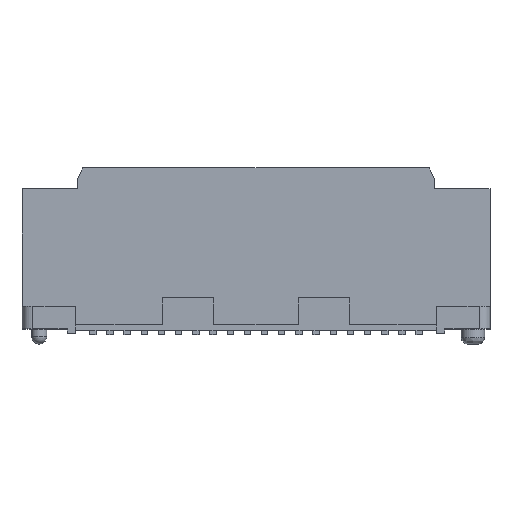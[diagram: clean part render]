
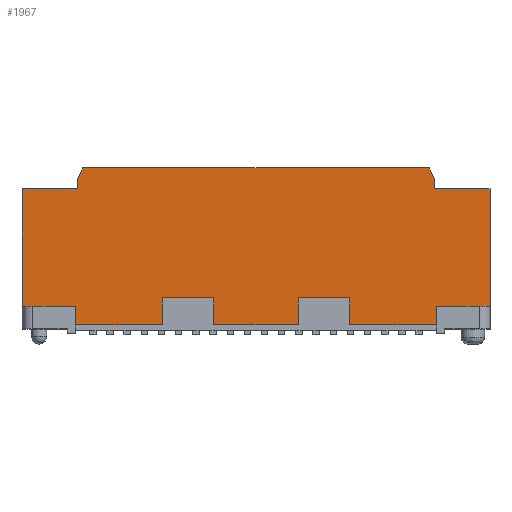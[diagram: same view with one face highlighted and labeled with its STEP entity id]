
A CAD part, top view. The second image highlights one B-rep face of the part: STEP entity #1967.
In plain terms, the highlighted planar face has unit normal (0, 0, 1).
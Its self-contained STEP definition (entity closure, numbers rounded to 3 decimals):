
#1967 = ADVANCED_FACE( '', ( #4363 ), #4364, .F. );
#4363 = FACE_OUTER_BOUND( '', #7204, .T. );
#4364 = PLANE( '', #7205 );
#7204 = EDGE_LOOP( '', ( #13716, #13717, #13718, #13719, #13720, #13721, #13722, #13723, #13724, #13725, #13726, #13727, #13728, #13729, #13730, #13731, #13732, #13733, #13734, #13735, #13736, #13737 ) );
#7205 = AXIS2_PLACEMENT_3D( '', #13738, #13739, #13740 );
#13716 = ORIENTED_EDGE( '', *, *, #19325, .T. );
#13717 = ORIENTED_EDGE( '', *, *, #19420, .F. );
#13718 = ORIENTED_EDGE( '', *, *, #20517, .F. );
#13719 = ORIENTED_EDGE( '', *, *, #20525, .F. );
#13720 = ORIENTED_EDGE( '', *, *, #20526, .F. );
#13721 = ORIENTED_EDGE( '', *, *, #19537, .F. );
#13722 = ORIENTED_EDGE( '', *, *, #19706, .F. );
#13723 = ORIENTED_EDGE( '', *, *, #20527, .F. );
#13724 = ORIENTED_EDGE( '', *, *, #17882, .F. );
#13725 = ORIENTED_EDGE( '', *, *, #20528, .F. );
#13726 = ORIENTED_EDGE( '', *, *, #20529, .F. );
#13727 = ORIENTED_EDGE( '', *, *, #17796, .T. );
#13728 = ORIENTED_EDGE( '', *, *, #18556, .F. );
#13729 = ORIENTED_EDGE( '', *, *, #17740, .T. );
#13730 = ORIENTED_EDGE( '', *, *, #20530, .T. );
#13731 = ORIENTED_EDGE( '', *, *, #18439, .T. );
#13732 = ORIENTED_EDGE( '', *, *, #19910, .F. );
#13733 = ORIENTED_EDGE( '', *, *, #19406, .T. );
#13734 = ORIENTED_EDGE( '', *, *, #20373, .T. );
#13735 = ORIENTED_EDGE( '', *, *, #20531, .T. );
#13736 = ORIENTED_EDGE( '', *, *, #20532, .T. );
#13737 = ORIENTED_EDGE( '', *, *, #19411, .T. );
#13738 = CARTESIAN_POINT( '', ( -8.4, 1.25, 2.5 ) );
#13739 = DIRECTION( '', ( 0., 0., -1. ) );
#13740 = DIRECTION( '', ( -1., 0., 0. ) );
#17740 = EDGE_CURVE( '', #21459, #21457, #21460, .T. );
#17796 = EDGE_CURVE( '', #21556, #21557, #21558, .T. );
#17882 = EDGE_CURVE( '', #21712, #21713, #21714, .T. );
#18439 = EDGE_CURVE( '', #22716, #22723, #22725, .T. );
#18556 = EDGE_CURVE( '', #21459, #21557, #22920, .T. );
#19325 = EDGE_CURVE( '', #24176, #24174, #24177, .T. );
#19406 = EDGE_CURVE( '', #24293, #24300, #24302, .T. );
#19411 = EDGE_CURVE( '', #24307, #24176, #24308, .T. );
#19420 = EDGE_CURVE( '', #24322, #24174, #24323, .T. );
#19537 = EDGE_CURVE( '', #24498, #24499, #24500, .T. );
#19706 = EDGE_CURVE( '', #24751, #24498, #24752, .T. );
#19910 = EDGE_CURVE( '', #24293, #22723, #25067, .T. );
#20373 = EDGE_CURVE( '', #24300, #25722, #25724, .T. );
#20517 = EDGE_CURVE( '', #25896, #24322, #25897, .T. );
#20525 = EDGE_CURVE( '', #25905, #25896, #25906, .T. );
#20526 = EDGE_CURVE( '', #24499, #25905, #25907, .T. );
#20527 = EDGE_CURVE( '', #21713, #24751, #25908, .T. );
#20528 = EDGE_CURVE( '', #25909, #21712, #25910, .T. );
#20529 = EDGE_CURVE( '', #21556, #25909, #25911, .T. );
#20530 = EDGE_CURVE( '', #21457, #22716, #25912, .T. );
#20531 = EDGE_CURVE( '', #25722, #25913, #25914, .T. );
#20532 = EDGE_CURVE( '', #25913, #24307, #25915, .T. );
#21457 = VERTEX_POINT( '', #26966 );
#21459 = VERTEX_POINT( '', #26969 );
#21460 = LINE( '', #26970, #26971 );
#21556 = VERTEX_POINT( '', #27110 );
#21557 = VERTEX_POINT( '', #27111 );
#21558 = LINE( '', #27112, #27113 );
#21712 = VERTEX_POINT( '', #27336 );
#21713 = VERTEX_POINT( '', #27337 );
#21714 = LINE( '', #27338, #27339 );
#22716 = VERTEX_POINT( '', #28815 );
#22723 = VERTEX_POINT( '', #28825 );
#22725 = LINE( '', #28828, #28829 );
#22920 = LINE( '', #29116, #29117 );
#24174 = VERTEX_POINT( '', #31021 );
#24176 = VERTEX_POINT( '', #31024 );
#24177 = LINE( '', #31025, #31026 );
#24293 = VERTEX_POINT( '', #31200 );
#24300 = VERTEX_POINT( '', #31210 );
#24302 = LINE( '', #31213, #31214 );
#24307 = VERTEX_POINT( '', #31221 );
#24308 = LINE( '', #31222, #31223 );
#24322 = VERTEX_POINT( '', #31242 );
#24323 = LINE( '', #31243, #31244 );
#24498 = VERTEX_POINT( '', #31509 );
#24499 = VERTEX_POINT( '', #31510 );
#24500 = LINE( '', #31511, #31512 );
#24751 = VERTEX_POINT( '', #31890 );
#24752 = LINE( '', #31891, #31892 );
#25067 = LINE( '', #32384, #32385 );
#25722 = VERTEX_POINT( '', #33404 );
#25724 = LINE( '', #33407, #33408 );
#25896 = VERTEX_POINT( '', #33685 );
#25897 = LINE( '', #33686, #33687 );
#25905 = VERTEX_POINT( '', #33698 );
#25906 = LINE( '', #33699, #33700 );
#25907 = LINE( '', #33701, #33702 );
#25908 = LINE( '', #33703, #33704 );
#25909 = VERTEX_POINT( '', #33705 );
#25910 = LINE( '', #33706, #33707 );
#25911 = LINE( '', #33708, #33709 );
#25912 = LINE( '', #33710, #33711 );
#25913 = VERTEX_POINT( '', #33712 );
#25914 = LINE( '', #33713, #33714 );
#25915 = LINE( '', #33715, #33716 );
#26966 = CARTESIAN_POINT( '', ( 8.325, 6.73, 2.5 ) );
#26969 = CARTESIAN_POINT( '', ( 10.9, 6.73, 2.5 ) );
#26970 = CARTESIAN_POINT( '', ( -8.4, 6.73, 2.5 ) );
#26971 = VECTOR( '', #35152, 1000. );
#27110 = CARTESIAN_POINT( '', ( 8.4, 1.25, 2.5 ) );
#27111 = CARTESIAN_POINT( '', ( 10.9, 1.25, 2.5 ) );
#27112 = CARTESIAN_POINT( '', ( -10.9, 1.25, 2.5 ) );
#27113 = VECTOR( '', #35196, 1000. );
#27336 = CARTESIAN_POINT( '', ( 4.36, 0.4, 2.5 ) );
#27337 = CARTESIAN_POINT( '', ( 4.36, 1.65, 2.5 ) );
#27338 = CARTESIAN_POINT( '', ( 4.36, 0.4, 2.5 ) );
#27339 = VECTOR( '', #35269, 1000. );
#28815 = CARTESIAN_POINT( '', ( 8.325, 7.163, 2.5 ) );
#28825 = CARTESIAN_POINT( '', ( 8.075, 7.7, 2.5 ) );
#28828 = CARTESIAN_POINT( '', ( 7.608, 8.703, 2.5 ) );
#28829 = VECTOR( '', #35778, 1000. );
#29116 = CARTESIAN_POINT( '', ( 10.9, 7.7, 2.5 ) );
#29117 = VECTOR( '', #35871, 1000. );
#31021 = CARTESIAN_POINT( '', ( -8.4, 0.4, 2.5 ) );
#31024 = CARTESIAN_POINT( '', ( -8.4, 1.25, 2.5 ) );
#31025 = CARTESIAN_POINT( '', ( -8.4, 1.25, 2.5 ) );
#31026 = VECTOR( '', #36529, 1000. );
#31200 = CARTESIAN_POINT( '', ( -8.075, 7.7, 2.5 ) );
#31210 = CARTESIAN_POINT( '', ( -8.325, 7.163, 2.5 ) );
#31213 = CARTESIAN_POINT( '', ( -10.601, 2.275, 2.5 ) );
#31214 = VECTOR( '', #36592, 1000. );
#31221 = CARTESIAN_POINT( '', ( -10.9, 1.25, 2.5 ) );
#31222 = CARTESIAN_POINT( '', ( -10.9, 1.25, 2.5 ) );
#31223 = VECTOR( '', #36595, 1000. );
#31242 = CARTESIAN_POINT( '', ( -4.36, 0.4, 2.5 ) );
#31243 = CARTESIAN_POINT( '', ( -4.36, 0.4, 2.5 ) );
#31244 = VECTOR( '', #36604, 1000. );
#31509 = CARTESIAN_POINT( '', ( 1.96, 0.4, 2.5 ) );
#31510 = CARTESIAN_POINT( '', ( -1.96, 0.4, 2.5 ) );
#31511 = CARTESIAN_POINT( '', ( 1.96, 0.4, 2.5 ) );
#31512 = VECTOR( '', #36701, 1000. );
#31890 = CARTESIAN_POINT( '', ( 1.96, 1.65, 2.5 ) );
#31891 = CARTESIAN_POINT( '', ( 1.96, 1.65, 2.5 ) );
#31892 = VECTOR( '', #36832, 1000. );
#32384 = CARTESIAN_POINT( '', ( -10.9, 7.7, 2.5 ) );
#32385 = VECTOR( '', #37013, 1000. );
#33404 = CARTESIAN_POINT( '', ( -8.325, 6.73, 2.5 ) );
#33407 = CARTESIAN_POINT( '', ( -8.325, 1.25, 2.5 ) );
#33408 = VECTOR( '', #37385, 1000. );
#33685 = CARTESIAN_POINT( '', ( -4.36, 1.65, 2.5 ) );
#33686 = CARTESIAN_POINT( '', ( -4.36, 1.65, 2.5 ) );
#33687 = VECTOR( '', #37491, 1000. );
#33698 = CARTESIAN_POINT( '', ( -1.96, 1.65, 2.5 ) );
#33699 = CARTESIAN_POINT( '', ( -1.96, 1.65, 2.5 ) );
#33700 = VECTOR( '', #37495, 1000. );
#33701 = CARTESIAN_POINT( '', ( -1.96, 0.4, 2.5 ) );
#33702 = VECTOR( '', #37496, 1000. );
#33703 = CARTESIAN_POINT( '', ( 4.36, 1.65, 2.5 ) );
#33704 = VECTOR( '', #37497, 1000. );
#33705 = CARTESIAN_POINT( '', ( 8.4, 0.4, 2.5 ) );
#33706 = CARTESIAN_POINT( '', ( 8.4, 0.4, 2.5 ) );
#33707 = VECTOR( '', #37498, 1000. );
#33708 = CARTESIAN_POINT( '', ( 8.4, 1.25, 2.5 ) );
#33709 = VECTOR( '', #37499, 1000. );
#33710 = CARTESIAN_POINT( '', ( 8.325, 1.25, 2.5 ) );
#33711 = VECTOR( '', #37500, 1000. );
#33712 = CARTESIAN_POINT( '', ( -10.9, 6.73, 2.5 ) );
#33713 = CARTESIAN_POINT( '', ( -8.4, 6.73, 2.5 ) );
#33714 = VECTOR( '', #37501, 1000. );
#33715 = CARTESIAN_POINT( '', ( -10.9, 7.7, 2.5 ) );
#33716 = VECTOR( '', #37502, 1000. );
#35152 = DIRECTION( '', ( -1., 0., 0. ) );
#35196 = DIRECTION( '', ( 1., 0., 0. ) );
#35269 = DIRECTION( '', ( 0., 1., 0. ) );
#35778 = DIRECTION( '', ( -0.422, 0.907, 0. ) );
#35871 = DIRECTION( '', ( 0., -1., 0. ) );
#36529 = DIRECTION( '', ( 0., -1., 0. ) );
#36592 = DIRECTION( '', ( -0.422, -0.907, 0. ) );
#36595 = DIRECTION( '', ( 1., 0., 0. ) );
#36604 = DIRECTION( '', ( -1., 0., 0. ) );
#36701 = DIRECTION( '', ( -1., 0., 0. ) );
#36832 = DIRECTION( '', ( 0., -1., 0. ) );
#37013 = DIRECTION( '', ( 1., 0., 0. ) );
#37385 = DIRECTION( '', ( 0., -1., 0. ) );
#37491 = DIRECTION( '', ( 0., -1., 0. ) );
#37495 = DIRECTION( '', ( -1., 0., 0. ) );
#37496 = DIRECTION( '', ( 0., 1., 0. ) );
#37497 = DIRECTION( '', ( -1., 0., 0. ) );
#37498 = DIRECTION( '', ( -1., 0., 0. ) );
#37499 = DIRECTION( '', ( 0., -1., 0. ) );
#37500 = DIRECTION( '', ( 0., 1., 0. ) );
#37501 = DIRECTION( '', ( -1., 0., 0. ) );
#37502 = DIRECTION( '', ( 0., -1., 0. ) );
